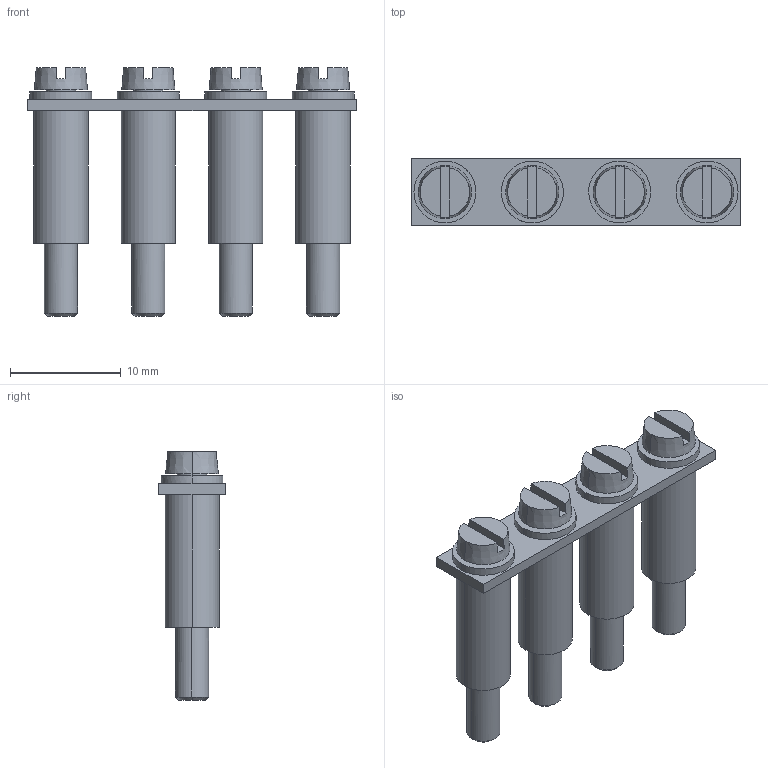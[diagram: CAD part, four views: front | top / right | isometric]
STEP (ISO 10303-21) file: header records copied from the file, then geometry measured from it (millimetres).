
FILE_DESCRIPTION(('CATIA V5 STEP Exchange','CAx-IF Rec.Pracs.--- Model Styling and Organization---1.4--- 2014-01-23'),'2;1');
FILE_NAME ('002011-3_0', '2021-05-07T11:33:04+00:00', ('none'), ('Weidmueller'), 'CATIA Version 5-6 Release 2016 SP3 HF44', 'CATIA V5 STEP AP214', 'none');
FILE_SCHEMA(('AUTOMOTIVE_DESIGN { 1 0 10303 214 1 1 1 1 }'));
Length unit declared in the file: millimetre
Products named in the file (1): 0456900000_Q_4_SAK6N
Bounding box: 29.7 x 6 x 22.5 mm (x, y, z)
Volume: 1405 mm3; surface area: 2251.6 mm2
Topology: 1 solids, 1 shells, 126 faces, 308 edges, 200 vertices
Faces by surface type: cylinder 56, plane 54, cone 16
Entity records: 3943 total; most frequent: CARTESIAN_POINT 1062, ORIENTED_EDGE 616, DIRECTION 494, EDGE_CURVE 308, AXIS2_PLACEMENT_3D 244, VERTEX_POINT 200, EDGE_LOOP 150, VECTOR 132
